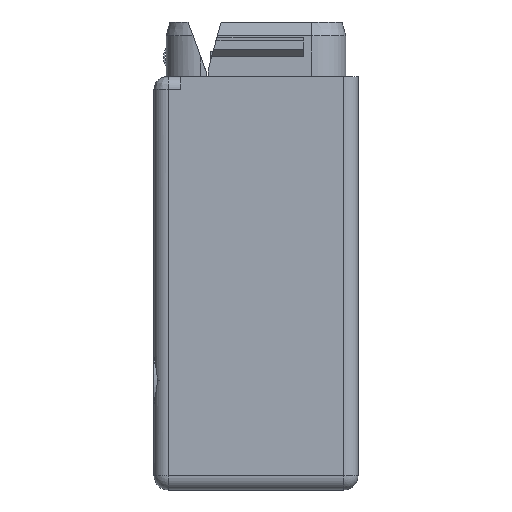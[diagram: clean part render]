
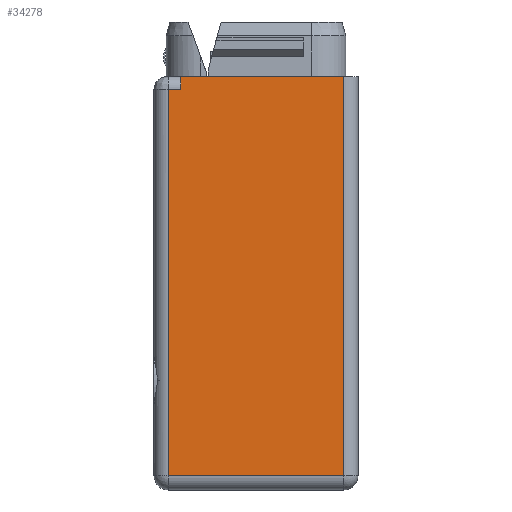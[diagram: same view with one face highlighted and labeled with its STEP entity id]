
A CAD part, left-side view. The second image highlights one B-rep face of the part: STEP entity #34278.
In plain terms, the highlighted planar face has unit normal (-1, 0, 0).
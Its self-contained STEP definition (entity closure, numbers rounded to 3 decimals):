
#95=DIRECTION('',(0.,1.,0.));
#96=VECTOR('',#95,11.93);
#97=CARTESIAN_POINT('',(-22.25,-6.43,0.));
#98=LINE('',#97,#96);
#104=DIRECTION('',(0.,0.,-1.));
#105=VECTOR('',#104,0.94);
#106=CARTESIAN_POINT('',(-22.25,5.5,0.));
#107=LINE('',#106,#105);
#108=DIRECTION('',(0.,1.,0.));
#109=VECTOR('',#108,0.93);
#110=CARTESIAN_POINT('',(-22.25,5.5,-0.94));
#111=LINE('',#110,#109);
#121=DIRECTION('',(0.,-1.,0.));
#122=VECTOR('',#121,12.86);
#123=CARTESIAN_POINT('',(-22.25,6.43,-29.25));
#124=LINE('',#123,#122);
#25815=DIRECTION('',(0.,0.,-1.));
#25816=VECTOR('',#25815,28.31);
#25817=CARTESIAN_POINT('',(-22.25,6.43,-0.94));
#25818=LINE('',#25817,#25816);
#26399=DIRECTION('',(0.,0.,1.));
#26400=VECTOR('',#26399,29.25);
#26401=CARTESIAN_POINT('',(-22.25,-6.43,-29.25));
#26402=LINE('',#26401,#26400);
#29128=CARTESIAN_POINT('',(-22.25,-6.43,-29.25));
#29129=CARTESIAN_POINT('',(-22.25,-6.43,0.));
#29130=VERTEX_POINT('',#29128);
#29131=VERTEX_POINT('',#29129);
#29142=CARTESIAN_POINT('',(-22.25,5.5,0.));
#29143=VERTEX_POINT('',#29142);
#30551=CARTESIAN_POINT('',(-22.25,6.43,-29.25));
#30552=VERTEX_POINT('',#30551);
#30557=CARTESIAN_POINT('',(-22.25,6.43,-0.94));
#30559=VERTEX_POINT('',#30557);
#31204=CARTESIAN_POINT('',(-22.25,5.5,-0.94));
#31206=VERTEX_POINT('',#31204);
#34262=CARTESIAN_POINT('',(-22.25,-7.48,0.));
#34263=DIRECTION('',(-1.,0.,0.));
#34264=DIRECTION('',(0.,1.,0.));
#34265=AXIS2_PLACEMENT_3D('',#34262,#34263,#34264);
#34266=PLANE('',#34265);
#34268=ORIENTED_EDGE('',*,*,#34267,.F.);
#34270=ORIENTED_EDGE('',*,*,#34269,.F.);
#34271=ORIENTED_EDGE('',*,*,#34254,.F.);
#34272=ORIENTED_EDGE('',*,*,#34243,.F.);
#34273=ORIENTED_EDGE('',*,*,#34230,.F.);
#34275=ORIENTED_EDGE('',*,*,#34274,.F.);
#34276=EDGE_LOOP('',(#34268,#34270,#34271,#34272,#34273,#34275));
#34277=FACE_OUTER_BOUND('',#34276,.F.);
#34278=ADVANCED_FACE('',(#34277),#34266,.T.);
#34230=EDGE_CURVE('',#29131,#29143,#98,.T.);
#34243=EDGE_CURVE('',#29143,#31206,#107,.T.);
#34254=EDGE_CURVE('',#31206,#30559,#111,.T.);
#34267=EDGE_CURVE('',#30552,#29130,#124,.T.);
#34269=EDGE_CURVE('',#30559,#30552,#25818,.T.);
#34274=EDGE_CURVE('',#29130,#29131,#26402,.T.);
